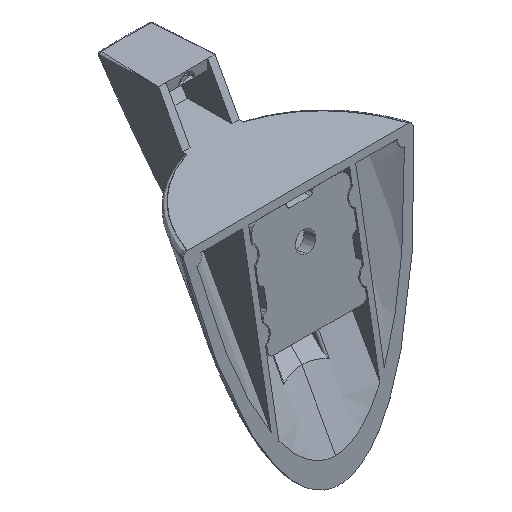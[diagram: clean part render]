
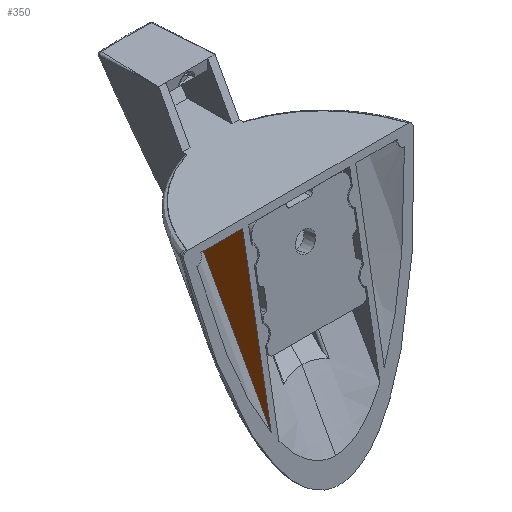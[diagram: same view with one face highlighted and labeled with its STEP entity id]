
A CAD part, isometric view. The second image highlights one B-rep face of the part: STEP entity #350.
In plain terms, the highlighted planar face has unit normal (-1, -0.017, 0.003).
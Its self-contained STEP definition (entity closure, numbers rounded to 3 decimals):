
#10=CARTESIAN_POINT('',(-11.498,0.267,
-0.134));
#20=DIRECTION('',(1.,0.017,
-0.003));
#30=DIRECTION('',(0.017,-0.985,
0.174));
#40=AXIS2_PLACEMENT_3D('',#10,#20,#30);
#50=PLANE('',#40);
#60=CARTESIAN_POINT('',(-11.798,20.332,
14.677));
#70=CARTESIAN_POINT('',(-11.795,20.112,
14.272));
#80=CARTESIAN_POINT('',(-11.793,19.893,
13.866));
#90=CARTESIAN_POINT('',(-11.656,8.094,
-7.955));
#100=CARTESIAN_POINT('',(-11.521,-3.552,
-29.488));
#110=CARTESIAN_POINT('',(-11.386,-15.26,
-51.132));
#120=B_SPLINE_CURVE_WITH_KNOTS('',3,(#60,#70,#80,#90,#100,#110),
.UNSPECIFIED.,.F.,.F.,(4,2,4),(0.684,0.684,
0.704),.UNSPECIFIED.);
#130=CARTESIAN_POINT('',(-11.695,11.471,
-1.708));
#140=VERTEX_POINT('',#130);
#150=CARTESIAN_POINT('',(-11.489,-6.325,
-34.613));
#160=VERTEX_POINT('',#150);
#170=EDGE_CURVE('',#140,#160,#120,.T.);
#180=ORIENTED_EDGE('',*,*,#170,.T.);
#190=CARTESIAN_POINT('',(-11.498,0.,-1.608));
#200=DIRECTION('',(-0.017,1.,
-0.009));
#210=VECTOR('',#200,0.995);
#220=LINE('',#190,#210);
#230=CARTESIAN_POINT('',(-11.489,-0.504,
-1.603));
#240=VERTEX_POINT('',#230);
#250=EDGE_CURVE('',#240,#140,#220,.T.);
#260=ORIENTED_EDGE('',*,*,#250,.T.);
#270=CARTESIAN_POINT('',(-11.489,-0.221,0.));
#280=DIRECTION('',(0.,0.174,0.985));
#290=VECTOR('',#280,0.995);
#300=LINE('',#270,#290);
#310=EDGE_CURVE('',#160,#240,#300,.T.);
#320=ORIENTED_EDGE('',*,*,#310,.T.);
#330=EDGE_LOOP('',(#320,#260,#180));
#340=FACE_OUTER_BOUND('',#330,.T.);
#350=ADVANCED_FACE('',(#340),#50,.F.);
